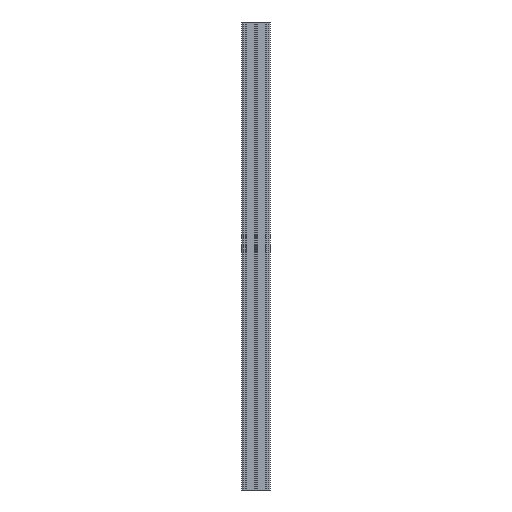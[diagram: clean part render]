
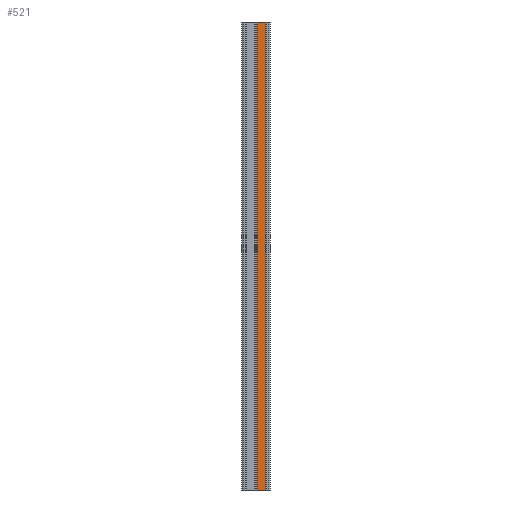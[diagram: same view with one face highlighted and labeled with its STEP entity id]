
A CAD part, front view. The second image highlights one B-rep face of the part: STEP entity #521.
In plain terms, the highlighted planar face has unit normal (0, -1, 0).
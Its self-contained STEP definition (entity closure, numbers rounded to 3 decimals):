
#33 = VERTEX_POINT ( 'NONE', #2897 ) ;
#242 = VERTEX_POINT ( 'NONE', #3807 ) ;
#363 = EDGE_CURVE ( 'NONE', #3952, #1054, #839, .T. ) ;
#521 = ADVANCED_FACE ( 'NONE', ( #5134 ), #3758, .F. ) ;
#535 = DIRECTION ( 'NONE',  ( 0., 1., 0. ) ) ;
#551 = EDGE_LOOP ( 'NONE', ( #2249, #654, #1948, #1913 ) ) ;
#654 = ORIENTED_EDGE ( 'NONE', *, *, #1683, .F. ) ;
#786 = CARTESIAN_POINT ( 'NONE',  ( 150.569, 203.082, 2000. ) ) ;
#839 = LINE ( 'NONE', #2895, #5073 ) ;
#1054 = VERTEX_POINT ( 'NONE', #4419 ) ;
#1359 = LINE ( 'NONE', #3265, #3468 ) ;
#1396 = AXIS2_PLACEMENT_3D ( 'NONE', #786, #535, #1663 ) ;
#1575 = EDGE_CURVE ( 'NONE', #3952, #242, #1359, .T. ) ;
#1578 = DIRECTION ( 'NONE',  ( 1., 0., 0. ) ) ;
#1663 = DIRECTION ( 'NONE',  ( 0., 0., 1. ) ) ;
#1683 = EDGE_CURVE ( 'NONE', #242, #33, #3852, .T. ) ;
#1764 = DIRECTION ( 'NONE',  ( 1., 0., 0. ) ) ;
#1913 = ORIENTED_EDGE ( 'NONE', *, *, #363, .T. ) ;
#1948 = ORIENTED_EDGE ( 'NONE', *, *, #1575, .F. ) ;
#2007 = LINE ( 'NONE', #4269, #3400 ) ;
#2249 = ORIENTED_EDGE ( 'NONE', *, *, #4333, .T. ) ;
#2390 = CARTESIAN_POINT ( 'NONE',  ( 150.569, 203.082, 2000. ) ) ;
#2895 = CARTESIAN_POINT ( 'NONE',  ( 110.862, 203.082, 2000. ) ) ;
#2897 = CARTESIAN_POINT ( 'NONE',  ( 150.569, 203.082, 0. ) ) ;
#3233 = DIRECTION ( 'NONE',  ( 0., 0., -1. ) ) ;
#3265 = CARTESIAN_POINT ( 'NONE',  ( 150.569, 203.082, 2000. ) ) ;
#3400 = VECTOR ( 'NONE', #1764, 1000. ) ;
#3468 = VECTOR ( 'NONE', #1578, 1000. ) ;
#3758 = PLANE ( 'NONE',  #1396 ) ;
#3807 = CARTESIAN_POINT ( 'NONE',  ( 150.569, 203.082, 2000. ) ) ;
#3852 = LINE ( 'NONE', #2390, #4965 ) ;
#3952 = VERTEX_POINT ( 'NONE', #4325 ) ;
#4161 = DIRECTION ( 'NONE',  ( 0., 0., -1. ) ) ;
#4269 = CARTESIAN_POINT ( 'NONE',  ( 150.569, 203.082, 0. ) ) ;
#4325 = CARTESIAN_POINT ( 'NONE',  ( 110.862, 203.082, 2000. ) ) ;
#4333 = EDGE_CURVE ( 'NONE', #1054, #33, #2007, .T. ) ;
#4419 = CARTESIAN_POINT ( 'NONE',  ( 110.862, 203.082, 0. ) ) ;
#4965 = VECTOR ( 'NONE', #3233, 1000. ) ;
#5073 = VECTOR ( 'NONE', #4161, 1000. ) ;
#5134 = FACE_OUTER_BOUND ( 'NONE', #551, .T. ) ;
